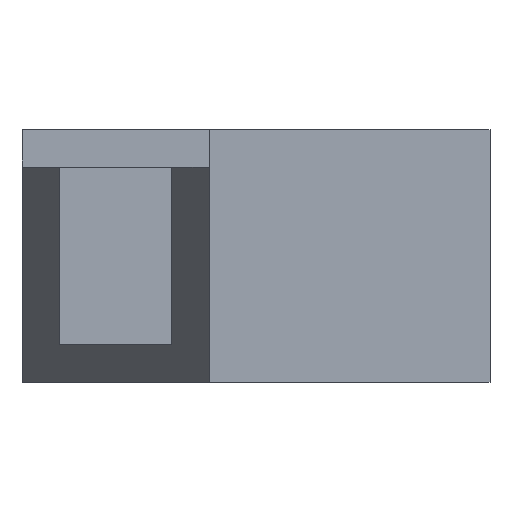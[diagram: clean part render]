
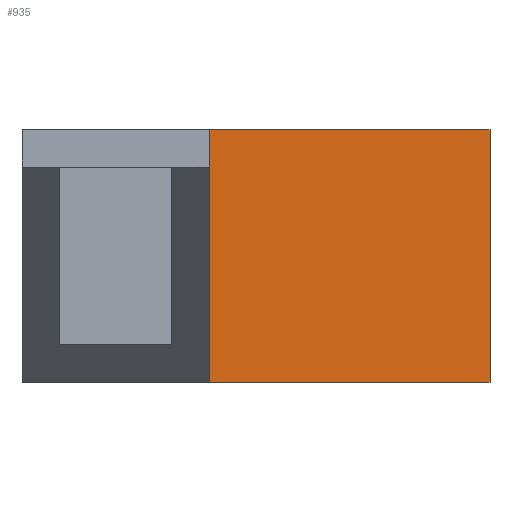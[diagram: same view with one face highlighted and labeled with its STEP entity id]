
A CAD part, left-side view. The second image highlights one B-rep face of the part: STEP entity #935.
In plain terms, the highlighted planar face has unit normal (-1, 0, 0).
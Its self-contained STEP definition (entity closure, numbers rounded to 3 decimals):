
#136=FACE_OUTER_BOUND('',#205,.T.);
#205=EDGE_LOOP('',(#808,#809,#810,#811));
#250=LINE('',#1418,#339);
#300=LINE('',#1569,#389);
#302=LINE('',#1572,#391);
#303=LINE('',#1573,#392);
#339=VECTOR('',#1143,10.);
#389=VECTOR('',#1303,10.);
#391=VECTOR('',#1307,10.);
#392=VECTOR('',#1308,10.);
#426=VERTEX_POINT('',#1415);
#427=VERTEX_POINT('',#1417);
#446=VERTEX_POINT('',#1463);
#473=VERTEX_POINT('',#1568);
#520=EDGE_CURVE('',#427,#426,#250,.T.);
#592=EDGE_CURVE('',#473,#446,#300,.T.);
#594=EDGE_CURVE('',#446,#427,#302,.T.);
#595=EDGE_CURVE('',#473,#426,#303,.T.);
#808=ORIENTED_EDGE('',*,*,#592,.T.);
#809=ORIENTED_EDGE('',*,*,#594,.T.);
#810=ORIENTED_EDGE('',*,*,#520,.T.);
#811=ORIENTED_EDGE('',*,*,#595,.F.);
#878=PLANE('',#1040);
#935=ADVANCED_FACE('',(#136),#878,.T.);
#1040=AXIS2_PLACEMENT_3D('',#1571,#1305,#1306);
#1143=DIRECTION('',(0.,0.,1.));
#1303=DIRECTION('',(0.,0.,-1.));
#1305=DIRECTION('center_axis',(-1.,0.,0.));
#1306=DIRECTION('ref_axis',(0.,-1.,0.));
#1307=DIRECTION('',(0.,-1.,0.));
#1308=DIRECTION('',(0.,-1.,0.));
#1415=CARTESIAN_POINT('',(-17.5,-25.,27.));
#1417=CARTESIAN_POINT('',(-17.5,-25.,0.));
#1418=CARTESIAN_POINT('',(-17.5,-25.,0.));
#1463=CARTESIAN_POINT('',(-17.5,5.,0.));
#1568=CARTESIAN_POINT('',(-17.5,5.,27.));
#1569=CARTESIAN_POINT('',(-17.5,5.,11.5));
#1571=CARTESIAN_POINT('Origin',(-17.5,25.,0.));
#1572=CARTESIAN_POINT('',(-17.5,25.,0.));
#1573=CARTESIAN_POINT('',(-17.5,25.,27.));
